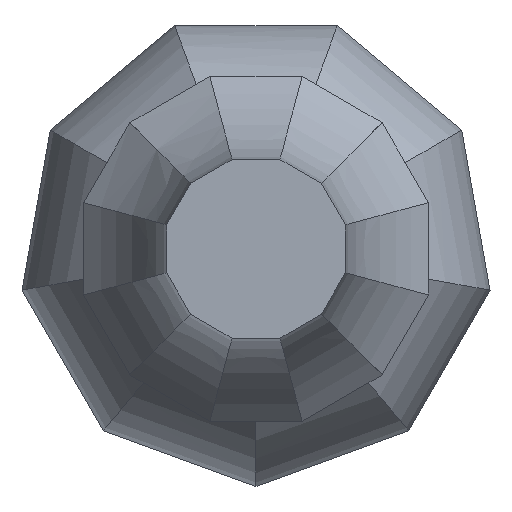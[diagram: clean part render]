
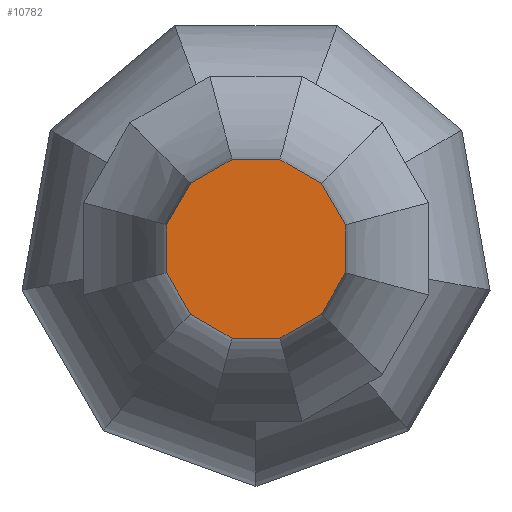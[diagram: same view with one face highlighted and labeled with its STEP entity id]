
A CAD part, front view. The second image highlights one B-rep face of the part: STEP entity #10782.
In plain terms, the highlighted planar face has unit normal (0, -1, 0).
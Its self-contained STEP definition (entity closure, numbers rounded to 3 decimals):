
#100 = EDGE_CURVE ( 'NONE', #7401, #9717, #8304, .T. ) ;
#453 = CARTESIAN_POINT ( 'NONE',  ( -1.876, -500., -7. ) ) ;
#530 = VERTEX_POINT ( 'NONE', #7705 ) ;
#560 = CARTESIAN_POINT ( 'NONE',  ( 1.876, -500., -7. ) ) ;
#567 = VECTOR ( 'NONE', #1997, 1000. ) ;
#956 = EDGE_CURVE ( 'NONE', #3681, #6502, #1906, .T. ) ;
#1090 = LINE ( 'NONE', #7549, #13603 ) ;
#1254 = CARTESIAN_POINT ( 'NONE',  ( 5.124, -500., 5.124 ) ) ;
#1266 = DIRECTION ( 'NONE',  ( 0., 0., 1. ) ) ;
#1660 = LINE ( 'NONE', #13072, #11996 ) ;
#1837 = ORIENTED_EDGE ( 'NONE', *, *, #13801, .F. ) ;
#1849 = ORIENTED_EDGE ( 'NONE', *, *, #3273, .F. ) ;
#1906 = LINE ( 'NONE', #16405, #2328 ) ;
#1997 = DIRECTION ( 'NONE',  ( 0., 0., -1. ) ) ;
#2059 = CARTESIAN_POINT ( 'NONE',  ( -7., -500., 1.876 ) ) ;
#2190 = CARTESIAN_POINT ( 'NONE',  ( -7., -500., -1.876 ) ) ;
#2328 = VECTOR ( 'NONE', #8903, 1000. ) ;
#2516 = CARTESIAN_POINT ( 'NONE',  ( 1.876, -500., 7. ) ) ;
#2817 = LINE ( 'NONE', #12426, #9400 ) ;
#3106 = ORIENTED_EDGE ( 'NONE', *, *, #4347, .F. ) ;
#3273 = EDGE_CURVE ( 'NONE', #6502, #530, #1090, .T. ) ;
#3372 = ORIENTED_EDGE ( 'NONE', *, *, #10623, .F. ) ;
#3475 = EDGE_CURVE ( 'NONE', #14074, #15966, #1660, .T. ) ;
#3611 = CARTESIAN_POINT ( 'NONE',  ( -7., -500., 1.876 ) ) ;
#3634 = LINE ( 'NONE', #7039, #14744 ) ;
#3681 = VERTEX_POINT ( 'NONE', #5600 ) ;
#3791 = DIRECTION ( 'NONE',  ( 0.866, 0., -0.5 ) ) ;
#3869 = CARTESIAN_POINT ( 'NONE',  ( -7., -500., -1.876 ) ) ;
#4247 = CARTESIAN_POINT ( 'NONE',  ( 7., -500., 1.876 ) ) ;
#4347 = EDGE_CURVE ( 'NONE', #15886, #8050, #3634, .T. ) ;
#4656 = DIRECTION ( 'NONE',  ( 0.5, 0., -0.866 ) ) ;
#4891 = PLANE ( 'NONE',  #9162 ) ;
#4937 = ORIENTED_EDGE ( 'NONE', *, *, #7644, .F. ) ;
#5396 = EDGE_CURVE ( 'NONE', #6764, #9260, #2817, .T. ) ;
#5417 = LINE ( 'NONE', #3611, #12961 ) ;
#5423 = ORIENTED_EDGE ( 'NONE', *, *, #10185, .F. ) ;
#5471 = DIRECTION ( 'NONE',  ( -0.5, 0., 0.866 ) ) ;
#5600 = CARTESIAN_POINT ( 'NONE',  ( -5.124, -500., 5.124 ) ) ;
#5656 = CARTESIAN_POINT ( 'NONE',  ( -5.124, -500., -5.124 ) ) ;
#6431 = ORIENTED_EDGE ( 'NONE', *, *, #100, .F. ) ;
#6502 = VERTEX_POINT ( 'NONE', #15634 ) ;
#6764 = VERTEX_POINT ( 'NONE', #1254 ) ;
#6950 = VECTOR ( 'NONE', #9341, 1000. ) ;
#7039 = CARTESIAN_POINT ( 'NONE',  ( 7., -500., -1.876 ) ) ;
#7401 = VERTEX_POINT ( 'NONE', #560 ) ;
#7505 = DIRECTION ( 'NONE',  ( 0., 1., 0. ) ) ;
#7549 = CARTESIAN_POINT ( 'NONE',  ( -1.876, -500., 7. ) ) ;
#7594 = VECTOR ( 'NONE', #16140, 1000. ) ;
#7644 = EDGE_CURVE ( 'NONE', #13125, #3681, #5417, .T. ) ;
#7705 = CARTESIAN_POINT ( 'NONE',  ( 1.876, -500., 7. ) ) ;
#7727 = FACE_OUTER_BOUND ( 'NONE', #11637, .T. ) ;
#7989 = ORIENTED_EDGE ( 'NONE', *, *, #3475, .F. ) ;
#8050 = VERTEX_POINT ( 'NONE', #15022 ) ;
#8072 = EDGE_CURVE ( 'NONE', #8050, #7401, #11745, .T. ) ;
#8304 = LINE ( 'NONE', #14667, #12053 ) ;
#8422 = DIRECTION ( 'NONE',  ( -1., 0., 0. ) ) ;
#8440 = CARTESIAN_POINT ( 'NONE',  ( 7., -500., -1.876 ) ) ;
#8903 = DIRECTION ( 'NONE',  ( 0.866, 0., 0.5 ) ) ;
#9162 = AXIS2_PLACEMENT_3D ( 'NONE', #10107, #7505, #12645 ) ;
#9260 = VERTEX_POINT ( 'NONE', #4247 ) ;
#9341 = DIRECTION ( 'NONE',  ( -0.866, 0., 0.5 ) ) ;
#9400 = VECTOR ( 'NONE', #4656, 1000. ) ;
#9491 = ORIENTED_EDGE ( 'NONE', *, *, #8072, .F. ) ;
#9661 = DIRECTION ( 'NONE',  ( -0.5, 0., -0.866 ) ) ;
#9717 = VERTEX_POINT ( 'NONE', #453 ) ;
#10107 = CARTESIAN_POINT ( 'NONE',  ( 50., -500., -18.623 ) ) ;
#10125 = VECTOR ( 'NONE', #3791, 1000. ) ;
#10149 = DIRECTION ( 'NONE',  ( 1., 0., 0. ) ) ;
#10162 = DIRECTION ( 'NONE',  ( 0.5, 0., 0.866 ) ) ;
#10185 = EDGE_CURVE ( 'NONE', #9717, #14074, #13881, .T. ) ;
#10623 = EDGE_CURVE ( 'NONE', #9260, #15886, #13278, .T. ) ;
#10782 = ADVANCED_FACE ( 'NONE', ( #7727 ), #4891, .F. ) ;
#10841 = LINE ( 'NONE', #3869, #12442 ) ;
#11346 = EDGE_CURVE ( 'NONE', #530, #6764, #13487, .T. ) ;
#11637 = EDGE_LOOP ( 'NONE', ( #15334, #13196, #1849, #13894, #4937, #1837, #7989, #5423, #6431, #9491, #3106, #3372 ) ) ;
#11745 = LINE ( 'NONE', #14855, #7594 ) ;
#11996 = VECTOR ( 'NONE', #5471, 1000. ) ;
#12053 = VECTOR ( 'NONE', #8422, 1000. ) ;
#12426 = CARTESIAN_POINT ( 'NONE',  ( 5.124, -500., 5.124 ) ) ;
#12442 = VECTOR ( 'NONE', #1266, 1000. ) ;
#12645 = DIRECTION ( 'NONE',  ( 0., 0., 1. ) ) ;
#12961 = VECTOR ( 'NONE', #10162, 1000. ) ;
#13072 = CARTESIAN_POINT ( 'NONE',  ( -5.124, -500., -5.124 ) ) ;
#13125 = VERTEX_POINT ( 'NONE', #2059 ) ;
#13196 = ORIENTED_EDGE ( 'NONE', *, *, #11346, .F. ) ;
#13208 = CARTESIAN_POINT ( 'NONE',  ( -1.876, -500., -7. ) ) ;
#13278 = LINE ( 'NONE', #14663, #567 ) ;
#13487 = LINE ( 'NONE', #2516, #10125 ) ;
#13603 = VECTOR ( 'NONE', #10149, 1000. ) ;
#13801 = EDGE_CURVE ( 'NONE', #15966, #13125, #10841, .T. ) ;
#13881 = LINE ( 'NONE', #13208, #6950 ) ;
#13894 = ORIENTED_EDGE ( 'NONE', *, *, #956, .F. ) ;
#14074 = VERTEX_POINT ( 'NONE', #5656 ) ;
#14663 = CARTESIAN_POINT ( 'NONE',  ( 7., -500., 1.876 ) ) ;
#14667 = CARTESIAN_POINT ( 'NONE',  ( 1.876, -500., -7. ) ) ;
#14744 = VECTOR ( 'NONE', #9661, 1000. ) ;
#14855 = CARTESIAN_POINT ( 'NONE',  ( 5.124, -500., -5.124 ) ) ;
#15022 = CARTESIAN_POINT ( 'NONE',  ( 5.124, -500., -5.124 ) ) ;
#15334 = ORIENTED_EDGE ( 'NONE', *, *, #5396, .F. ) ;
#15634 = CARTESIAN_POINT ( 'NONE',  ( -1.876, -500., 7. ) ) ;
#15886 = VERTEX_POINT ( 'NONE', #8440 ) ;
#15966 = VERTEX_POINT ( 'NONE', #2190 ) ;
#16140 = DIRECTION ( 'NONE',  ( -0.866, 0., -0.5 ) ) ;
#16405 = CARTESIAN_POINT ( 'NONE',  ( -5.124, -500., 5.124 ) ) ;
